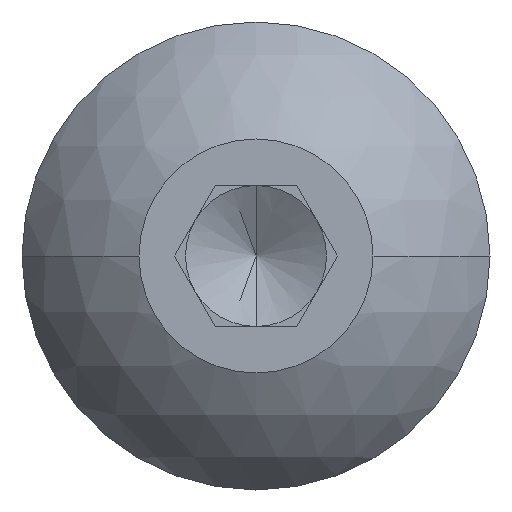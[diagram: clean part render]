
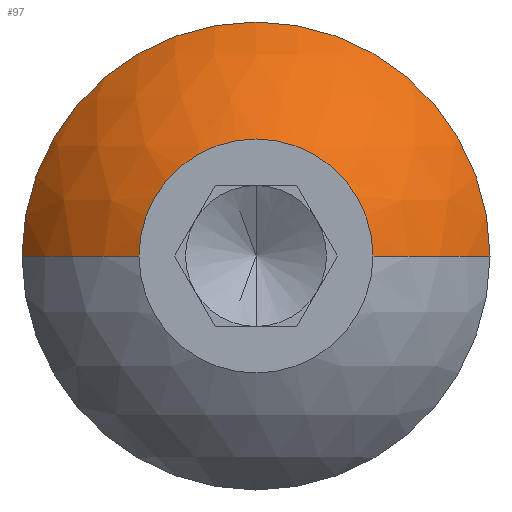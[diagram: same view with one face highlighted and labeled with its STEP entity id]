
A CAD part, left-side view. The second image highlights one B-rep face of the part: STEP entity #97.
In plain terms, the highlighted spherical face has radius 4.584 mm.
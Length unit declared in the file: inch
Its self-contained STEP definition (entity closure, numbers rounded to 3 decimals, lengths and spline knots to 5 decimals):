
#8 = EDGE_CURVE ( 'NONE', #156, #11, #364, .T. ) ;
#11 = VERTEX_POINT ( 'NONE', #359 ) ;
#12 = VERTEX_POINT ( 'NONE', #358 ) ;
#15 = VERTEX_POINT ( 'NONE', #352 ) ;
#17 = EDGE_CURVE ( 'NONE', #15, #12, #351, .T. ) ;
#19 = EDGE_CURVE ( 'NONE', #12, #11, #345, .T. ) ;
#55 = EDGE_CURVE ( 'NONE', #15, #112, #224, .T. ) ;
#56 = ORIENTED_EDGE ( 'NONE', *, *, #8, .T. ) ;
#62 = ORIENTED_EDGE ( 'NONE', *, *, #19, .F. ) ;
#65 = ORIENTED_EDGE ( 'NONE', *, *, #55, .T. ) ;
#66 = ORIENTED_EDGE ( 'NONE', *, *, #111, .T. ) ;
#97 = ADVANCED_FACE ( 'NONE', ( #629 ), #480, .T. ) ;
#98 = EDGE_LOOP ( 'NONE', ( #100, #65, #66, #56, #62 ) ) ;
#100 = ORIENTED_EDGE ( 'NONE', *, *, #17, .F. ) ;
#111 = EDGE_CURVE ( 'NONE', #112, #156, #606, .T. ) ;
#112 = VERTEX_POINT ( 'NONE', #601 ) ;
#156 = VERTEX_POINT ( 'NONE', #517 ) ;
#220 = DIRECTION ( 'NONE',  ( 0., 0., 1. ) ) ;
#221 = DIRECTION ( 'NONE',  ( -1., 0., 0. ) ) ;
#222 = CARTESIAN_POINT ( 'NONE',  ( 0.072, 0., 0. ) ) ;
#223 = AXIS2_PLACEMENT_3D ( 'NONE', #222, #221, #220 ) ;
#224 = CIRCLE ( 'NONE', #223, 0.156 ) ;
#341 = DIRECTION ( 'NONE',  ( 0., 0., 1. ) ) ;
#342 = DIRECTION ( 'NONE',  ( -1., 0., 0. ) ) ;
#343 = CARTESIAN_POINT ( 'NONE',  ( 0., 0., 0. ) ) ;
#344 = AXIS2_PLACEMENT_3D ( 'NONE', #343, #342, #341 ) ;
#345 = CIRCLE ( 'NONE', #344, 0.078 ) ;
#347 = DIRECTION ( 'NONE',  ( 0., 1., 0. ) ) ;
#348 = DIRECTION ( 'NONE',  ( 0., 0., -1. ) ) ;
#349 = CARTESIAN_POINT ( 'NONE',  ( 0.16275, 0., 0. ) ) ;
#350 = AXIS2_PLACEMENT_3D ( 'NONE', #349, #348, #347 ) ;
#351 = CIRCLE ( 'NONE', #350, 0.18048 ) ;
#352 = CARTESIAN_POINT ( 'NONE',  ( 0.072, -0.156, 0. ) ) ;
#358 = CARTESIAN_POINT ( 'NONE',  ( 0., -0.078, 0. ) ) ;
#359 = CARTESIAN_POINT ( 'NONE',  ( 0., 0.078, 0. ) ) ;
#360 = DIRECTION ( 'NONE',  ( 1., 0., 0. ) ) ;
#361 = DIRECTION ( 'NONE',  ( 0., 0., 1. ) ) ;
#362 = CARTESIAN_POINT ( 'NONE',  ( 0.16275, 0., 0. ) ) ;
#363 = AXIS2_PLACEMENT_3D ( 'NONE', #362, #361, #360 ) ;
#364 = CIRCLE ( 'NONE', #363, 0.18048 ) ;
#448 = DIRECTION ( 'NONE',  ( 0., 1., 0. ) ) ;
#479 = DIRECTION ( 'NONE',  ( 0., 0., -1. ) ) ;
#480 = SPHERICAL_SURFACE ( 'NONE', #627, 0.18048 ) ;
#517 = CARTESIAN_POINT ( 'NONE',  ( 0.072, 0.156, 0. ) ) ;
#601 = CARTESIAN_POINT ( 'NONE',  ( 0.072, 0., 0.156 ) ) ;
#602 = DIRECTION ( 'NONE',  ( 0., 0., 1. ) ) ;
#603 = DIRECTION ( 'NONE',  ( -1., 0., 0. ) ) ;
#604 = CARTESIAN_POINT ( 'NONE',  ( 0.072, 0., 0. ) ) ;
#605 = AXIS2_PLACEMENT_3D ( 'NONE', #604, #603, #602 ) ;
#606 = CIRCLE ( 'NONE', #605, 0.156 ) ;
#627 = AXIS2_PLACEMENT_3D ( 'NONE', #628, #479, #448 ) ;
#628 = CARTESIAN_POINT ( 'NONE',  ( 0.16275, 0., 0. ) ) ;
#629 = FACE_OUTER_BOUND ( 'NONE', #98, .T. ) ;
